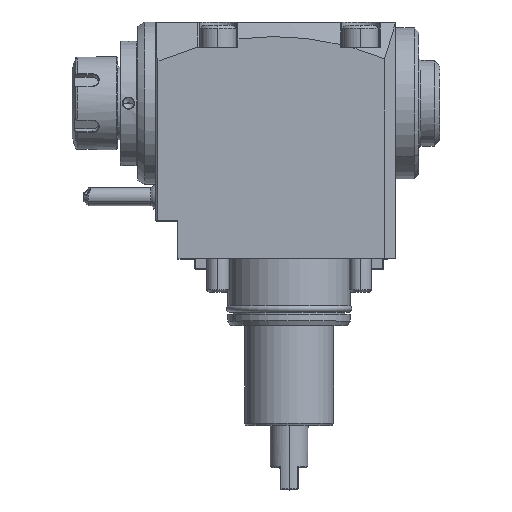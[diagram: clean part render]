
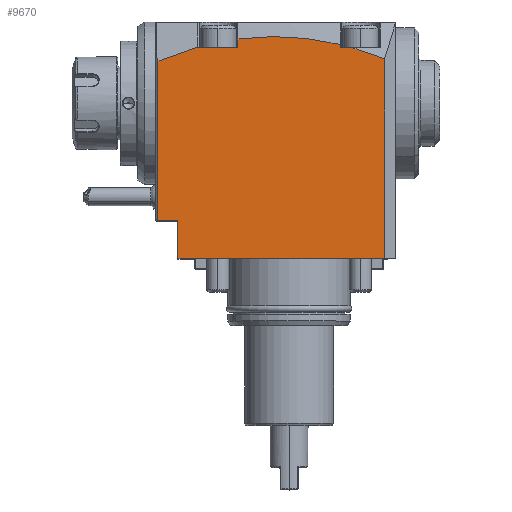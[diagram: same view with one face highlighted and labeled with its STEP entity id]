
A CAD part, top view. The second image highlights one B-rep face of the part: STEP entity #9670.
In plain terms, the highlighted planar face has unit normal (0, 0, 1).
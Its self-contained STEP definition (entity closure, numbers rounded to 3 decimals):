
#1789=DIRECTION('',(0.,1.,0.));
#1790=VECTOR('',#1789,89.954);
#1791=CARTESIAN_POINT('',(103.,0.,42.5));
#1792=LINE('',#1791,#1790);
#1820=DIRECTION('',(-1.,0.,0.));
#1821=VECTOR('',#1820,93.);
#1822=CARTESIAN_POINT('',(103.,0.,42.5));
#1823=LINE('',#1822,#1821);
#2341=DIRECTION('',(0.,1.,0.));
#2342=VECTOR('',#2341,17.);
#2343=CARTESIAN_POINT('',(10.,0.,42.5));
#2344=LINE('',#2343,#2342);
#2345=DIRECTION('',(1.,0.,0.));
#2346=VECTOR('',#2345,9.);
#2347=CARTESIAN_POINT('',(1.,17.,42.5));
#2348=LINE('',#2347,#2346);
#2349=DIRECTION('',(0.,1.,0.));
#2350=VECTOR('',#2349,71.4);
#2351=CARTESIAN_POINT('',(1.,17.5,42.5));
#2352=LINE('',#2351,#2350);
#2353=CARTESIAN_POINT('',(18.964,95.187,42.5));
#2354=CARTESIAN_POINT('',(12.837,93.491,42.5));
#2355=CARTESIAN_POINT('',(6.855,91.378,42.5));
#2356=CARTESIAN_POINT('',(1.,88.9,42.5));
#2358=DIRECTION('',(-0.268,0.963,0.));
#2359=VECTOR('',#2358,0.194);
#2360=CARTESIAN_POINT('',(19.016,95.,42.5));
#2361=LINE('',#2360,#2359);
#2362=DIRECTION('',(0.,-1.,0.));
#2363=VECTOR('',#2362,3.865);
#2364=CARTESIAN_POINT('',(37.,98.865,42.5));
#2365=LINE('',#2364,#2363);
#2366=CARTESIAN_POINT('',(37.,98.865,42.5));
#2367=CARTESIAN_POINT('',(52.484,100.895,42.5));
#2368=CARTESIAN_POINT('',(67.814,100.013,42.5));
#2369=CARTESIAN_POINT('',(83.,96.373,42.5));
#2371=DIRECTION('',(0.,1.,0.));
#2372=VECTOR('',#2371,1.373);
#2373=CARTESIAN_POINT('',(83.,95.,42.5));
#2374=LINE('',#2373,#2372);
#2375=CARTESIAN_POINT('',(88.259,95.,42.5));
#2376=CARTESIAN_POINT('',(93.264,93.587,42.5));
#2377=CARTESIAN_POINT('',(98.175,91.896,42.5));
#2378=CARTESIAN_POINT('',(103.,89.954,42.5));
#2380=DIRECTION('',(0.,1.,0.));
#2381=VECTOR('',#2380,0.5);
#2382=CARTESIAN_POINT('',(1.,17.,42.5));
#2383=LINE('',#2382,#2381);
#2404=CARTESIAN_POINT('',(1.,88.9,42.5));
#2484=DIRECTION('',(-1.,0.,0.));
#2485=VECTOR('',#2484,17.984);
#2486=CARTESIAN_POINT('',(37.,95.,42.5));
#2487=LINE('',#2486,#2485);
#2629=DIRECTION('',(-1.,0.,0.));
#2630=VECTOR('',#2629,5.259);
#2631=CARTESIAN_POINT('',(88.259,95.,42.5));
#2632=LINE('',#2631,#2630);
#2686=CARTESIAN_POINT('',(37.,98.865,42.5));
#4711=VERTEX_POINT('',#2375);
#4712=VERTEX_POINT('',#2378);
#4713=VERTEX_POINT('',#2404);
#4732=CARTESIAN_POINT('',(19.016,95.,42.5));
#4734=VERTEX_POINT('',#4732);
#4743=CARTESIAN_POINT('',(18.964,95.187,42.5));
#4744=VERTEX_POINT('',#4743);
#4748=VERTEX_POINT('',#2686);
#4749=CARTESIAN_POINT('',(37.,95.,42.5));
#4750=VERTEX_POINT('',#4749);
#4769=VERTEX_POINT('',#2369);
#4783=CARTESIAN_POINT('',(83.,95.,42.5));
#4785=VERTEX_POINT('',#4783);
#5355=CARTESIAN_POINT('',(103.,0.,42.5));
#5356=VERTEX_POINT('',#5355);
#5402=CARTESIAN_POINT('',(10.,0.,42.5));
#5404=VERTEX_POINT('',#5402);
#5405=CARTESIAN_POINT('',(1.,17.,42.5));
#5406=CARTESIAN_POINT('',(10.,17.,42.5));
#5407=VERTEX_POINT('',#5405);
#5408=VERTEX_POINT('',#5406);
#5446=CARTESIAN_POINT('',(1.,17.5,42.5));
#5448=VERTEX_POINT('',#5446);
#9639=CARTESIAN_POINT('',(0.,106.5,42.5));
#9640=DIRECTION('',(0.,0.,1.));
#9641=DIRECTION('',(0.,-1.,0.));
#9642=AXIS2_PLACEMENT_3D('',#9639,#9640,#9641);
#9643=PLANE('',#9642);
#9644=ORIENTED_EDGE('',*,*,#8783,.F.);
#9645=ORIENTED_EDGE('',*,*,#8804,.T.);
#9646=ORIENTED_EDGE('',*,*,#9632,.T.);
#9647=ORIENTED_EDGE('',*,*,#9621,.F.);
#9649=ORIENTED_EDGE('',*,*,#9648,.T.);
#9651=ORIENTED_EDGE('',*,*,#9650,.T.);
#9653=ORIENTED_EDGE('',*,*,#9652,.F.);
#9655=ORIENTED_EDGE('',*,*,#9654,.F.);
#9657=ORIENTED_EDGE('',*,*,#9656,.F.);
#9659=ORIENTED_EDGE('',*,*,#9658,.F.);
#9661=ORIENTED_EDGE('',*,*,#9660,.T.);
#9663=ORIENTED_EDGE('',*,*,#9662,.F.);
#9665=ORIENTED_EDGE('',*,*,#9664,.F.);
#9667=ORIENTED_EDGE('',*,*,#9666,.T.);
#9668=EDGE_LOOP('',(#9644,#9645,#9646,#9647,#9649,#9651,#9653,#9655,#9657,#9659,
#9661,#9663,#9665,#9667));
#9669=FACE_OUTER_BOUND('',#9668,.F.);
#2357=B_SPLINE_CURVE_WITH_KNOTS('',3,(#2353,#2354,#2355,#2356),.UNSPECIFIED.,
.F.,.F.,(4,4),(0.,1.),.UNSPECIFIED.);
#2370=B_SPLINE_CURVE_WITH_KNOTS('',3,(#2366,#2367,#2368,#2369),.UNSPECIFIED.,
.F.,.F.,(4,4),(0.,1.),.UNSPECIFIED.);
#2379=B_SPLINE_CURVE_WITH_KNOTS('',3,(#2375,#2376,#2377,#2378),.UNSPECIFIED.,
.F.,.F.,(4,4),(0.,1.),.UNSPECIFIED.);
#8783=EDGE_CURVE('',#5356,#4712,#1792,.T.);
#8804=EDGE_CURVE('',#5356,#5404,#1823,.T.);
#9621=EDGE_CURVE('',#5407,#5408,#2348,.T.);
#9632=EDGE_CURVE('',#5404,#5408,#2344,.T.);
#9648=EDGE_CURVE('',#5407,#5448,#2383,.T.);
#9650=EDGE_CURVE('',#5448,#4713,#2352,.T.);
#9652=EDGE_CURVE('',#4744,#4713,#2357,.T.);
#9654=EDGE_CURVE('',#4734,#4744,#2361,.T.);
#9656=EDGE_CURVE('',#4750,#4734,#2487,.T.);
#9658=EDGE_CURVE('',#4748,#4750,#2365,.T.);
#9660=EDGE_CURVE('',#4748,#4769,#2370,.T.);
#9662=EDGE_CURVE('',#4785,#4769,#2374,.T.);
#9664=EDGE_CURVE('',#4711,#4785,#2632,.T.);
#9666=EDGE_CURVE('',#4711,#4712,#2379,.T.);
#9670=ADVANCED_FACE('',(#9669),#9643,.T.);
